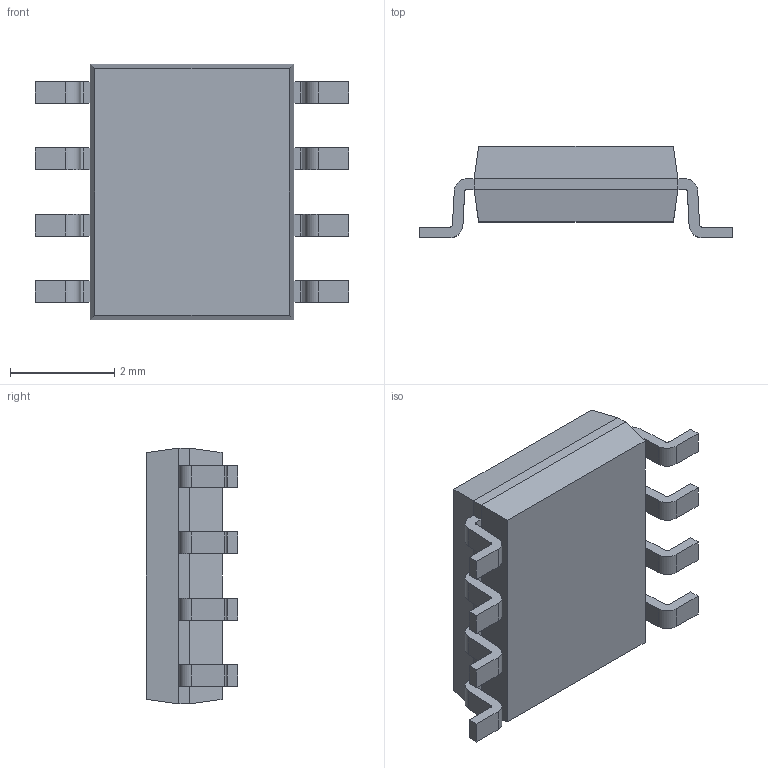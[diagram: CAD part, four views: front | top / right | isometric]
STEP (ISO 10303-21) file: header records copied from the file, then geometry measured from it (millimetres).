
FILE_DESCRIPTION(('FreeCAD Model'),'2;1');
FILE_NAME('Open CASCADE Shape Model','2021-07-14T15:28:27',('Author'),( ''),'Open CASCADE STEP processor 7.4','FreeCAD','Unknown');
FILE_SCHEMA(('AUTOMOTIVE_DESIGN { 1 0 10303 214 1 1 1 1 }'));
Length unit declared in the file: millimetre
Products named in the file (1): S8E+14(70254)
Bounding box: 6 x 1.75 x 4.9 mm (x, y, z)
Volume: 28 mm3; surface area: 79.8 mm2
Topology: 9 solids, 9 shells, 126 faces, 948 edges, 2736 vertices
Faces by surface type: plane 94, cylinder 32
Entity records: 16442 total; most frequent: CARTESIAN_POINT 4635, DIRECTION 1994, LINE 1324, VECTOR 1324, GEOMETRIC_CURVE_SET 633, ORIENTED_EDGE 632, PCURVE 632, DEFINITIONAL_REPRESENTATION 632
